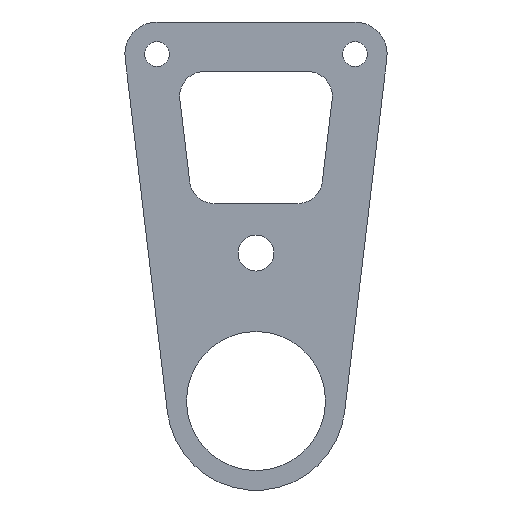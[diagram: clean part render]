
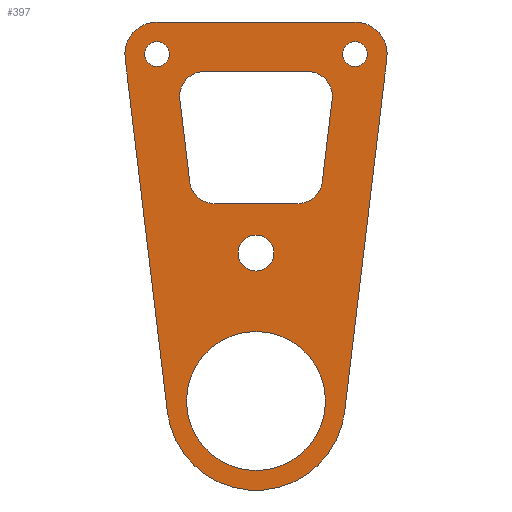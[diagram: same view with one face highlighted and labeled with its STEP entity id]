
A CAD part, front view. The second image highlights one B-rep face of the part: STEP entity #397.
In plain terms, the highlighted planar face has unit normal (0, -1, 0).
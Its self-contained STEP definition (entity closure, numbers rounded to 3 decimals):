
#15=FACE_BOUND('',#73,.T.);
#16=FACE_BOUND('',#74,.T.);
#17=FACE_BOUND('',#75,.T.);
#18=FACE_BOUND('',#76,.T.);
#19=FACE_BOUND('',#77,.T.);
#32=PLANE('',#453);
#52=FACE_OUTER_BOUND('',#72,.T.);
#72=EDGE_LOOP('',(#332,#333,#334,#335,#336,#337));
#73=EDGE_LOOP('',(#338));
#74=EDGE_LOOP('',(#339));
#75=EDGE_LOOP('',(#340));
#76=EDGE_LOOP('',(#341));
#77=EDGE_LOOP('',(#342,#343,#344,#345,#346,#347,#348,#349));
#87=LINE('',#587,#119);
#91=LINE('',#599,#123);
#95=LINE('',#611,#127);
#99=LINE('',#621,#131);
#107=LINE('',#659,#139);
#111=LINE('',#671,#143);
#115=LINE('',#681,#147);
#119=VECTOR('',#468,10.);
#123=VECTOR('',#480,10.);
#127=VECTOR('',#492,10.);
#131=VECTOR('',#504,10.);
#139=VECTOR('',#544,10.);
#143=VECTOR('',#556,10.);
#147=VECTOR('',#568,10.);
#149=CIRCLE('',#415,5.);
#151=CIRCLE('',#419,5.);
#153=CIRCLE('',#423,5.);
#155=CIRCLE('',#427,5.);
#156=CIRCLE('',#430,3.625);
#158=CIRCLE('',#433,2.5);
#160=CIRCLE('',#436,2.5);
#162=CIRCLE('',#439,14.05);
#165=CIRCLE('',#443,18.05);
#167=CIRCLE('',#447,6.5);
#169=CIRCLE('',#451,6.5);
#172=VERTEX_POINT('',#578);
#173=VERTEX_POINT('',#580);
#175=VERTEX_POINT('',#586);
#177=VERTEX_POINT('',#592);
#179=VERTEX_POINT('',#598);
#181=VERTEX_POINT('',#604);
#183=VERTEX_POINT('',#610);
#185=VERTEX_POINT('',#616);
#186=VERTEX_POINT('',#623);
#188=VERTEX_POINT('',#629);
#190=VERTEX_POINT('',#635);
#192=VERTEX_POINT('',#641);
#196=VERTEX_POINT('',#650);
#197=VERTEX_POINT('',#652);
#199=VERTEX_POINT('',#658);
#201=VERTEX_POINT('',#664);
#203=VERTEX_POINT('',#670);
#205=VERTEX_POINT('',#676);
#208=EDGE_CURVE('',#173,#172,#149,.T.);
#211=EDGE_CURVE('',#175,#173,#87,.T.);
#214=EDGE_CURVE('',#177,#175,#151,.T.);
#217=EDGE_CURVE('',#179,#177,#91,.T.);
#220=EDGE_CURVE('',#181,#179,#153,.T.);
#223=EDGE_CURVE('',#183,#181,#95,.T.);
#226=EDGE_CURVE('',#185,#183,#155,.T.);
#229=EDGE_CURVE('',#172,#185,#99,.T.);
#230=EDGE_CURVE('',#186,#186,#156,.T.);
#233=EDGE_CURVE('',#188,#188,#158,.T.);
#236=EDGE_CURVE('',#190,#190,#160,.T.);
#239=EDGE_CURVE('',#192,#192,#162,.T.);
#244=EDGE_CURVE('',#197,#196,#165,.T.);
#247=EDGE_CURVE('',#199,#197,#107,.T.);
#250=EDGE_CURVE('',#201,#199,#167,.T.);
#253=EDGE_CURVE('',#203,#201,#111,.T.);
#256=EDGE_CURVE('',#205,#203,#169,.T.);
#259=EDGE_CURVE('',#196,#205,#115,.T.);
#332=ORIENTED_EDGE('',*,*,#259,.T.);
#333=ORIENTED_EDGE('',*,*,#256,.T.);
#334=ORIENTED_EDGE('',*,*,#253,.T.);
#335=ORIENTED_EDGE('',*,*,#250,.T.);
#336=ORIENTED_EDGE('',*,*,#247,.T.);
#337=ORIENTED_EDGE('',*,*,#244,.T.);
#338=ORIENTED_EDGE('',*,*,#239,.T.);
#339=ORIENTED_EDGE('',*,*,#236,.T.);
#340=ORIENTED_EDGE('',*,*,#233,.T.);
#341=ORIENTED_EDGE('',*,*,#230,.T.);
#342=ORIENTED_EDGE('',*,*,#229,.T.);
#343=ORIENTED_EDGE('',*,*,#226,.T.);
#344=ORIENTED_EDGE('',*,*,#223,.T.);
#345=ORIENTED_EDGE('',*,*,#220,.T.);
#346=ORIENTED_EDGE('',*,*,#217,.T.);
#347=ORIENTED_EDGE('',*,*,#214,.T.);
#348=ORIENTED_EDGE('',*,*,#211,.T.);
#349=ORIENTED_EDGE('',*,*,#208,.T.);
#397=ADVANCED_FACE('',(#52,#15,#16,#17,#18,#19),#32,.T.);
#415=AXIS2_PLACEMENT_3D('',#581,#462,#463);
#419=AXIS2_PLACEMENT_3D('',#593,#474,#475);
#423=AXIS2_PLACEMENT_3D('',#605,#486,#487);
#427=AXIS2_PLACEMENT_3D('',#617,#498,#499);
#430=AXIS2_PLACEMENT_3D('',#624,#507,#508);
#433=AXIS2_PLACEMENT_3D('',#630,#514,#515);
#436=AXIS2_PLACEMENT_3D('',#636,#521,#522);
#439=AXIS2_PLACEMENT_3D('',#642,#528,#529);
#443=AXIS2_PLACEMENT_3D('',#653,#538,#539);
#447=AXIS2_PLACEMENT_3D('',#665,#550,#551);
#451=AXIS2_PLACEMENT_3D('',#677,#562,#563);
#453=AXIS2_PLACEMENT_3D('',#682,#569,#570);
#462=DIRECTION('center_axis',(0.,1.,0.));
#463=DIRECTION('ref_axis',(-0.993,0.,-0.119));
#468=DIRECTION('',(-1.,0.,0.));
#474=DIRECTION('center_axis',(0.,1.,0.));
#475=DIRECTION('ref_axis',(0.,0.,-1.));
#480=DIRECTION('',(-0.119,0.,-0.993));
#486=DIRECTION('center_axis',(0.,1.,0.));
#487=DIRECTION('ref_axis',(0.993,0.,-0.119));
#492=DIRECTION('',(1.,0.,0.));
#498=DIRECTION('center_axis',(0.,1.,0.));
#499=DIRECTION('ref_axis',(0.,0.,1.));
#504=DIRECTION('',(-0.119,0.,0.993));
#507=DIRECTION('center_axis',(0.,1.,0.));
#508=DIRECTION('ref_axis',(1.,0.,0.));
#514=DIRECTION('center_axis',(0.,1.,0.));
#515=DIRECTION('ref_axis',(1.,0.,0.));
#521=DIRECTION('center_axis',(0.,1.,0.));
#522=DIRECTION('ref_axis',(1.,0.,0.));
#528=DIRECTION('center_axis',(0.,1.,0.));
#529=DIRECTION('ref_axis',(1.,0.,0.));
#538=DIRECTION('center_axis',(0.,-1.,0.));
#539=DIRECTION('ref_axis',(1.,0.,0.));
#544=DIRECTION('',(0.119,0.,-0.993));
#550=DIRECTION('center_axis',(0.,-1.,0.));
#551=DIRECTION('ref_axis',(0.,0.,1.));
#556=DIRECTION('',(-1.,0.,0.));
#562=DIRECTION('center_axis',(0.,-1.,0.));
#563=DIRECTION('ref_axis',(0.993,0.,-0.119));
#568=DIRECTION('',(0.119,0.,0.993));
#569=DIRECTION('center_axis',(0.,-1.,0.));
#570=DIRECTION('ref_axis',(1.,0.,0.));
#578=CARTESIAN_POINT('',(18.604,-4.,9.807));
#580=CARTESIAN_POINT('',(23.569,-4.,5.4));
#581=CARTESIAN_POINT('Origin',(23.569,-4.,10.4));
#586=CARTESIAN_POINT('',(40.431,-4.,5.4));
#587=CARTESIAN_POINT('',(23.569,-4.,5.4));
#592=CARTESIAN_POINT('',(45.396,-4.,9.807));
#593=CARTESIAN_POINT('Origin',(40.431,-4.,10.4));
#598=CARTESIAN_POINT('',(47.39,-4.,26.507));
#599=CARTESIAN_POINT('',(45.396,-4.,9.807));
#604=CARTESIAN_POINT('',(42.425,-4.,32.1));
#605=CARTESIAN_POINT('Origin',(42.425,-4.,27.1));
#610=CARTESIAN_POINT('',(21.575,-4.,32.1));
#611=CARTESIAN_POINT('',(42.425,-4.,32.1));
#616=CARTESIAN_POINT('',(16.61,-4.,26.507));
#617=CARTESIAN_POINT('Origin',(21.575,-4.,27.1));
#621=CARTESIAN_POINT('',(16.61,-4.,26.507));
#623=CARTESIAN_POINT('',(28.375,-4.,-4.6));
#624=CARTESIAN_POINT('Origin',(32.,-4.,-4.6));
#629=CARTESIAN_POINT('',(49.5,-4.,35.6));
#630=CARTESIAN_POINT('Origin',(52.,-4.,35.6));
#635=CARTESIAN_POINT('',(9.5,-4.,35.6));
#636=CARTESIAN_POINT('Origin',(12.,-4.,35.6));
#641=CARTESIAN_POINT('',(17.95,-4.,-34.5));
#642=CARTESIAN_POINT('Origin',(32.,-4.,-34.5));
#650=CARTESIAN_POINT('',(49.923,-4.,-36.639));
#652=CARTESIAN_POINT('',(14.077,-4.,-36.639));
#653=CARTESIAN_POINT('Origin',(32.,-4.,-34.5));
#658=CARTESIAN_POINT('',(5.546,-4.,34.83));
#659=CARTESIAN_POINT('',(5.546,-4.,34.83));
#664=CARTESIAN_POINT('',(12.,-4.,42.1));
#665=CARTESIAN_POINT('Origin',(12.,-4.,35.6));
#670=CARTESIAN_POINT('',(52.,-4.,42.1));
#671=CARTESIAN_POINT('',(52.,-4.,42.1));
#676=CARTESIAN_POINT('',(58.454,-4.,34.83));
#677=CARTESIAN_POINT('Origin',(52.,-4.,35.6));
#681=CARTESIAN_POINT('',(49.923,-4.,-36.639));
#682=CARTESIAN_POINT('Origin',(32.,-4.,-5.225));
